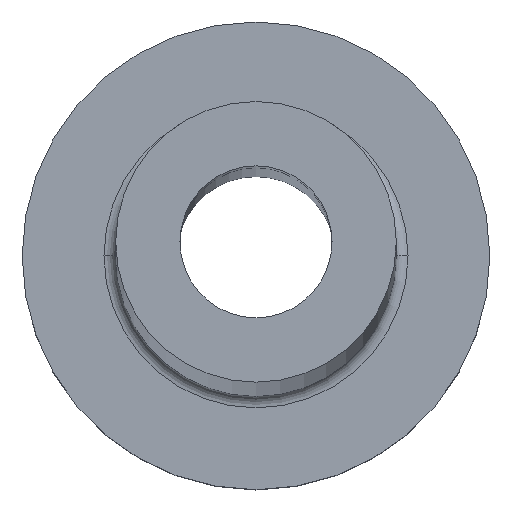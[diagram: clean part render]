
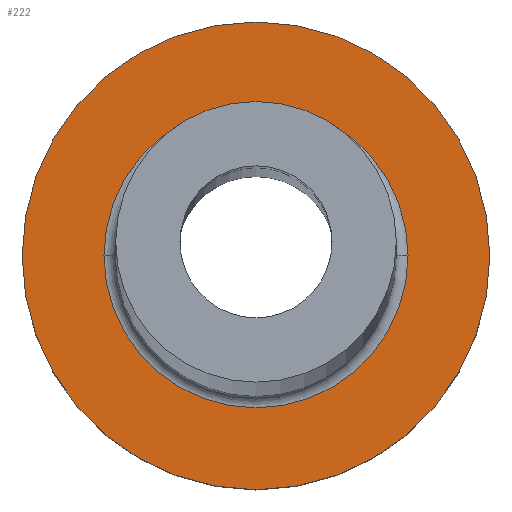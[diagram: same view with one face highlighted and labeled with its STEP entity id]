
A CAD part, top view. The second image highlights one B-rep face of the part: STEP entity #222.
In plain terms, the highlighted planar face has unit normal (0, 0, 1).
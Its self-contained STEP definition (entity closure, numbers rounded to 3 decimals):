
#13 = ORIENTED_EDGE ( 'NONE', *, *, #367, .T. ) ;
#39 = CARTESIAN_POINT ( 'NONE',  ( 0., 0., 7. ) ) ;
#47 = CARTESIAN_POINT ( 'NONE',  ( -6.5, 0., 7. ) ) ;
#50 = AXIS2_PLACEMENT_3D ( 'NONE', #39, #347, #137 ) ;
#55 = VERTEX_POINT ( 'NONE', #350 ) ;
#63 = EDGE_CURVE ( 'NONE', #107, #55, #245, .T. ) ;
#82 = AXIS2_PLACEMENT_3D ( 'NONE', #264, #123, #438 ) ;
#97 = AXIS2_PLACEMENT_3D ( 'NONE', #204, #98, #276 ) ;
#98 = DIRECTION ( 'NONE',  ( 0., 0., 1. ) ) ;
#107 = VERTEX_POINT ( 'NONE', #262 ) ;
#119 = EDGE_CURVE ( 'NONE', #153, #185, #341, .T. ) ;
#122 = EDGE_CURVE ( 'NONE', #185, #153, #444, .T. ) ;
#123 = DIRECTION ( 'NONE',  ( 0., 0., -1. ) ) ;
#128 = FACE_BOUND ( 'NONE', #283, .T. ) ;
#129 = DIRECTION ( 'NONE',  ( 1., 0., 0. ) ) ;
#136 = AXIS2_PLACEMENT_3D ( 'NONE', #266, #199, #306 ) ;
#137 = DIRECTION ( 'NONE',  ( 1., 0., 0. ) ) ;
#149 = ORIENTED_EDGE ( 'NONE', *, *, #119, .T. ) ;
#153 = VERTEX_POINT ( 'NONE', #47 ) ;
#161 = DIRECTION ( 'NONE',  ( 0., 0., 1. ) ) ;
#166 = PLANE ( 'NONE',  #97 ) ;
#182 = CARTESIAN_POINT ( 'NONE',  ( 6.5, 0., 7. ) ) ;
#185 = VERTEX_POINT ( 'NONE', #182 ) ;
#199 = DIRECTION ( 'NONE',  ( 0., 0., -1. ) ) ;
#204 = CARTESIAN_POINT ( 'NONE',  ( 0., 0., 7. ) ) ;
#222 = ADVANCED_FACE ( 'NONE', ( #128, #309 ), #166, .T. ) ;
#244 = ORIENTED_EDGE ( 'NONE', *, *, #122, .T. ) ;
#245 = CIRCLE ( 'NONE', #50, 10. ) ;
#258 = CIRCLE ( 'NONE', #399, 10. ) ;
#262 = CARTESIAN_POINT ( 'NONE',  ( -10., 0., 7. ) ) ;
#264 = CARTESIAN_POINT ( 'NONE',  ( 0., 0., 7. ) ) ;
#266 = CARTESIAN_POINT ( 'NONE',  ( 0., 0., 7. ) ) ;
#276 = DIRECTION ( 'NONE',  ( 1., 0., 0. ) ) ;
#283 = EDGE_LOOP ( 'NONE', ( #244, #149 ) ) ;
#304 = CARTESIAN_POINT ( 'NONE',  ( 0., 0., 7. ) ) ;
#306 = DIRECTION ( 'NONE',  ( 1., 0., 0. ) ) ;
#309 = FACE_OUTER_BOUND ( 'NONE', #435, .T. ) ;
#312 = ORIENTED_EDGE ( 'NONE', *, *, #63, .T. ) ;
#341 = CIRCLE ( 'NONE', #82, 6.5 ) ;
#347 = DIRECTION ( 'NONE',  ( 0., 0., 1. ) ) ;
#350 = CARTESIAN_POINT ( 'NONE',  ( 10., 0., 7. ) ) ;
#367 = EDGE_CURVE ( 'NONE', #55, #107, #258, .T. ) ;
#399 = AXIS2_PLACEMENT_3D ( 'NONE', #304, #161, #129 ) ;
#435 = EDGE_LOOP ( 'NONE', ( #312, #13 ) ) ;
#438 = DIRECTION ( 'NONE',  ( 1., 0., 0. ) ) ;
#444 = CIRCLE ( 'NONE', #136, 6.5 ) ;
